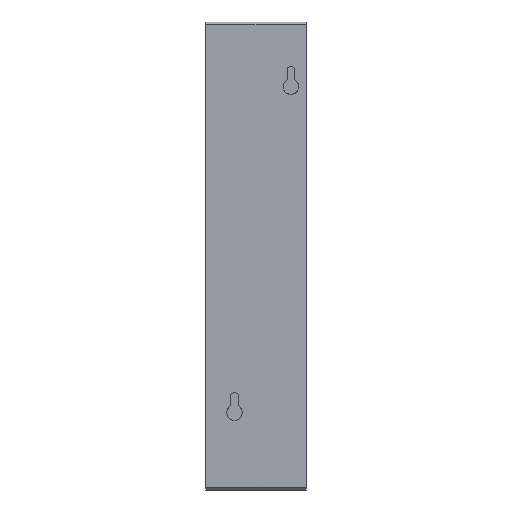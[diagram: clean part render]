
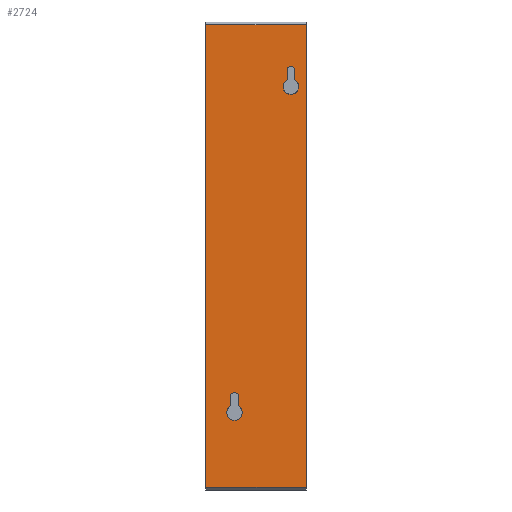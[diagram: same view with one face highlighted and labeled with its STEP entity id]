
A CAD part, front view. The second image highlights one B-rep face of the part: STEP entity #2724.
In plain terms, the highlighted planar face has unit normal (0, -1, 0).
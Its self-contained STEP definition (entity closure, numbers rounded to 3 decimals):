
#56=FACE_BOUND('',#433,.T.);
#57=FACE_BOUND('',#434,.T.);
#74=CIRCLE('',#2789,3.);
#75=CIRCLE('',#2792,2.);
#84=CIRCLE('',#2830,2.);
#85=CIRCLE('',#2833,3.);
#267=FACE_OUTER_BOUND('',#432,.T.);
#432=EDGE_LOOP('',(#2442,#2443,#2444,#2445));
#433=EDGE_LOOP('',(#2446,#2447,#2448,#2449));
#434=EDGE_LOOP('',(#2450,#2451,#2452,#2453));
#557=LINE('',#3966,#874);
#560=LINE('',#3974,#877);
#629=LINE('',#4128,#946);
#632=LINE('',#4136,#949);
#676=LINE('',#4243,#993);
#678=LINE('',#4248,#995);
#686=LINE('',#4262,#1003);
#751=LINE('',#4459,#1068);
#874=VECTOR('',#3171,10.);
#877=VECTOR('',#3180,10.);
#946=VECTOR('',#3325,10.);
#949=VECTOR('',#3334,10.);
#993=VECTOR('',#3436,10.);
#995=VECTOR('',#3440,10.);
#1003=VECTOR('',#3452,10.);
#1068=VECTOR('',#3685,10.);
#1173=VERTEX_POINT('',#3963);
#1174=VERTEX_POINT('',#3965);
#1175=VERTEX_POINT('',#3969);
#1176=VERTEX_POINT('',#3973);
#1222=VERTEX_POINT('',#4125);
#1223=VERTEX_POINT('',#4127);
#1224=VERTEX_POINT('',#4131);
#1225=VERTEX_POINT('',#4135);
#1257=VERTEX_POINT('',#4237);
#1259=VERTEX_POINT('',#4241);
#1260=VERTEX_POINT('',#4245);
#1261=VERTEX_POINT('',#4247);
#1452=EDGE_CURVE('',#1174,#1173,#557,.T.);
#1454=EDGE_CURVE('',#1175,#1174,#74,.T.);
#1456=EDGE_CURVE('',#1176,#1175,#560,.T.);
#1458=EDGE_CURVE('',#1173,#1176,#75,.T.);
#1534=EDGE_CURVE('',#1223,#1222,#629,.T.);
#1536=EDGE_CURVE('',#1224,#1223,#84,.T.);
#1538=EDGE_CURVE('',#1225,#1224,#632,.T.);
#1540=EDGE_CURVE('',#1222,#1225,#85,.T.);
#1591=EDGE_CURVE('',#1257,#1259,#676,.T.);
#1593=EDGE_CURVE('',#1261,#1260,#678,.T.);
#1601=EDGE_CURVE('',#1259,#1261,#686,.T.);
#1693=EDGE_CURVE('',#1260,#1257,#751,.T.);
#2442=ORIENTED_EDGE('',*,*,#1591,.T.);
#2443=ORIENTED_EDGE('',*,*,#1601,.T.);
#2444=ORIENTED_EDGE('',*,*,#1593,.T.);
#2445=ORIENTED_EDGE('',*,*,#1693,.T.);
#2446=ORIENTED_EDGE('',*,*,#1456,.T.);
#2447=ORIENTED_EDGE('',*,*,#1454,.T.);
#2448=ORIENTED_EDGE('',*,*,#1452,.T.);
#2449=ORIENTED_EDGE('',*,*,#1458,.T.);
#2450=ORIENTED_EDGE('',*,*,#1534,.T.);
#2451=ORIENTED_EDGE('',*,*,#1540,.T.);
#2452=ORIENTED_EDGE('',*,*,#1538,.T.);
#2453=ORIENTED_EDGE('',*,*,#1536,.T.);
#2577=PLANE('',#2948);
#2724=ADVANCED_FACE('',(#267,#56,#57),#2577,.T.);
#2789=AXIS2_PLACEMENT_3D('',#3970,#3175,#3176);
#2792=AXIS2_PLACEMENT_3D('',#3977,#3184,#3185);
#2830=AXIS2_PLACEMENT_3D('',#4132,#3329,#3330);
#2833=AXIS2_PLACEMENT_3D('',#4139,#3338,#3339);
#2948=AXIS2_PLACEMENT_3D('',#4460,#3686,#3687);
#3171=DIRECTION('',(0.,0.,1.));
#3175=DIRECTION('center_axis',(0.,1.,0.));
#3176=DIRECTION('ref_axis',(-1.,0.,0.));
#3180=DIRECTION('',(0.,0.,-1.));
#3184=DIRECTION('center_axis',(0.,1.,0.));
#3185=DIRECTION('ref_axis',(0.716,0.,0.698));
#3325=DIRECTION('',(0.,0.,-1.));
#3329=DIRECTION('center_axis',(0.,1.,0.));
#3330=DIRECTION('ref_axis',(0.716,0.,0.698));
#3334=DIRECTION('',(0.,0.,1.));
#3338=DIRECTION('center_axis',(0.,1.,0.));
#3339=DIRECTION('ref_axis',(-1.,0.,0.));
#3436=DIRECTION('',(-1.,0.,0.));
#3440=DIRECTION('',(1.,0.,0.));
#3452=DIRECTION('',(0.,0.,-1.));
#3685=DIRECTION('',(0.,0.,1.));
#3686=DIRECTION('center_axis',(0.,-1.,0.));
#3687=DIRECTION('ref_axis',(0.,0.,-1.));
#3963=CARTESIAN_POINT('',(-29.261,0.,-143.989));
#3965=CARTESIAN_POINT('',(-29.261,0.,-148.489));
#3966=CARTESIAN_POINT('',(-29.261,0.,-119.494));
#3969=CARTESIAN_POINT('',(-26.397,0.,-148.489));
#3970=CARTESIAN_POINT('Origin',(-27.829,0.,-151.125));
#3973=CARTESIAN_POINT('',(-26.397,0.,-143.989));
#3974=CARTESIAN_POINT('',(-26.397,0.,-117.244));
#3977=CARTESIAN_POINT('Origin',(-27.829,0.,-145.385));
#4125=CARTESIAN_POINT('',(-4.568,0.,-22.364));
#4127=CARTESIAN_POINT('',(-4.568,0.,-17.864));
#4128=CARTESIAN_POINT('',(-4.568,0.,-54.182));
#4131=CARTESIAN_POINT('',(-7.432,0.,-17.864));
#4132=CARTESIAN_POINT('Origin',(-6.,0.,-19.26));
#4135=CARTESIAN_POINT('',(-7.432,0.,-22.364));
#4136=CARTESIAN_POINT('',(-7.432,0.,-56.432));
#4139=CARTESIAN_POINT('Origin',(-6.,0.,-25.));
#4237=CARTESIAN_POINT('',(0.,0.,-1.));
#4241=CARTESIAN_POINT('',(-39.,0.,-1.));
#4243=CARTESIAN_POINT('',(-29.25,0.,-1.));
#4245=CARTESIAN_POINT('',(0.,0.,-180.));
#4247=CARTESIAN_POINT('',(-39.,0.,-180.));
#4248=CARTESIAN_POINT('',(-29.25,0.,-180.));
#4262=CARTESIAN_POINT('',(-39.,0.,0.));
#4459=CARTESIAN_POINT('',(0.,0.,-181.));
#4460=CARTESIAN_POINT('Origin',(-19.5,0.,-90.5));
